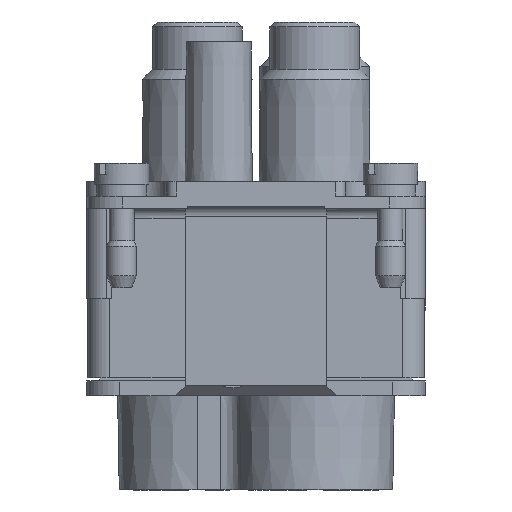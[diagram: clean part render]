
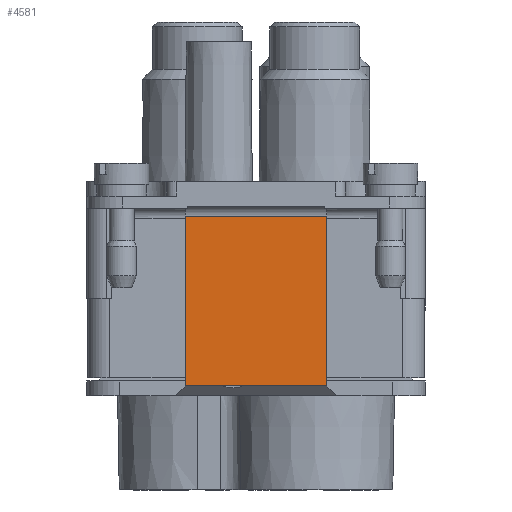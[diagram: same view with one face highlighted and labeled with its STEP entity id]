
A CAD part, left-side view. The second image highlights one B-rep face of the part: STEP entity #4581.
In plain terms, the highlighted planar face has unit normal (-1, 0, 0).
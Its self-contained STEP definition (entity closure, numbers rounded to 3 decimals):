
#3504=FACE_OUTER_BOUND('',#7147,.T.);
#4581=ADVANCED_FACE('',(#3504),#5627,.T.);
#5627=PLANE('',#27556);
#7147=EDGE_LOOP('',(#9852,#9853,#9854,#9855));
#9852=ORIENTED_EDGE('',*,*,#17071,.T.);
#9853=ORIENTED_EDGE('',*,*,#16456,.T.);
#9854=ORIENTED_EDGE('',*,*,#15986,.T.);
#9855=ORIENTED_EDGE('',*,*,#16550,.F.);
#14004=VERTEX_POINT('',#35325);
#14005=VERTEX_POINT('',#35327);
#14456=VERTEX_POINT('',#36675);
#14539=VERTEX_POINT('',#36875);
#15986=EDGE_CURVE('',#14005,#14004,#21565,.T.);
#16456=EDGE_CURVE('',#14456,#14005,#21852,.T.);
#16550=EDGE_CURVE('',#14539,#14004,#21916,.T.);
#17071=EDGE_CURVE('',#14539,#14456,#22194,.T.);
#21565=LINE('',#35326,#23576);
#21852=LINE('',#36685,#23863);
#21916=LINE('',#36876,#23927);
#22194=LINE('',#38337,#24205);
#23576=VECTOR('',#28733,1.);
#23863=VECTOR('',#29164,1.);
#23927=VECTOR('',#29324,1.);
#24205=VECTOR('',#30500,1.);
#27556=AXIS2_PLACEMENT_3D('',#38338,#30501,#30502);
#28733=DIRECTION('',(0.,-1.,0.));
#29164=DIRECTION('',(0.,0.,-1.));
#29324=DIRECTION('',(0.,0.,-1.));
#30500=DIRECTION('',(0.,1.,0.));
#30501=DIRECTION('',(-1.,0.,0.));
#30502=DIRECTION('',(0.,1.,0.));
#35325=CARTESIAN_POINT('',(-29.,-7.1,-17.85));
#35326=CARTESIAN_POINT('',(-29.,7.1,-17.85));
#35327=CARTESIAN_POINT('',(-29.,7.1,-17.85));
#36675=CARTESIAN_POINT('',(-29.,7.1,-0.8));
#36685=CARTESIAN_POINT('',(-29.,7.1,-0.8));
#36875=CARTESIAN_POINT('',(-29.,-7.1,-0.8));
#36876=CARTESIAN_POINT('',(-29.,-7.1,-0.8));
#38337=CARTESIAN_POINT('',(-29.,-7.1,-0.8));
#38338=CARTESIAN_POINT('',(-29.,-7.1,-0.52));
